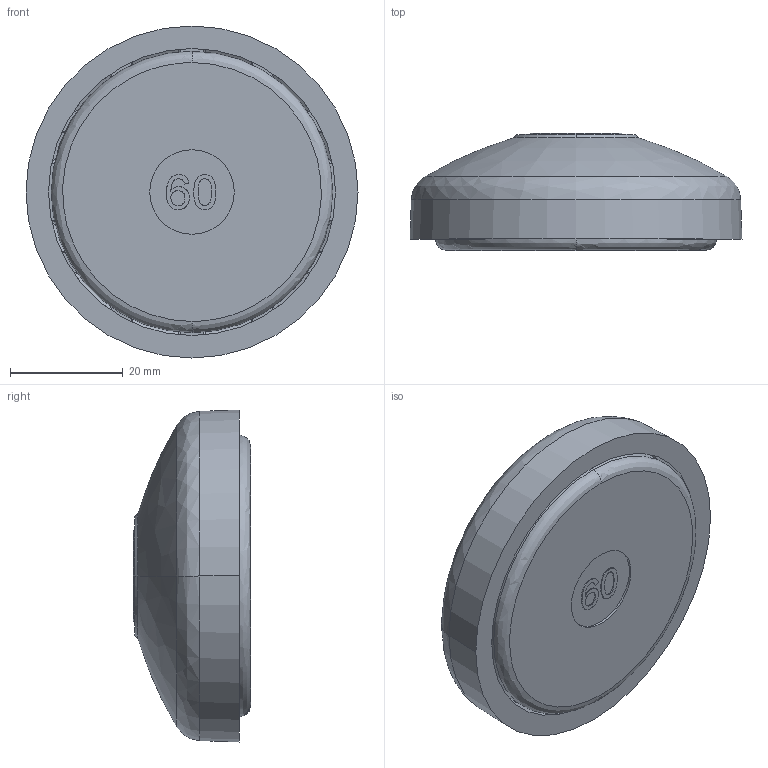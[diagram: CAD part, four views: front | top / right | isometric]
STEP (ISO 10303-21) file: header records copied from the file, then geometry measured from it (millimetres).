
FILE_DESCRIPTION(('FreeCAD Model'),'2;1');
FILE_NAME('Open CASCADE Shape Model','2024-04-03T11:07:38',(''),(''), 'Open CASCADE STEP processor 7.6','FreeCAD','Unknown');
FILE_SCHEMA(('AUTOMOTIVE_DESIGN { 1 0 10303 214 1 1 1 1 }'));
Length unit declared in the file: millimetre
Products named in the file (4): STI8-PM60; SOLID; SOLID001; SOLID002
Assembly tree (3 placements, depth 2):
  STI8-PM60
    SOLID
    SOLID001
    SOLID002
Bounding box: 59 x 20.8 x 59 mm (x, y, z)
Volume: 37988.2 mm3; surface area: 16109.4 mm2
Topology: 3 solids, 3 shells, 241 faces, 574 edges, 350 vertices
Faces by surface type: bspline 105, cylinder 72, plane 38, cone 26
Entity records: 32078 total; most frequent: CARTESIAN_POINT 22018, DIRECTION 1420, ORIENTED_EDGE 1148, PCURVE 1148, DEFINITIONAL_REPRESENTATION 1148, B_SPLINE_CURVE_WITH_KNOTS 768, LINE 608, VECTOR 608
